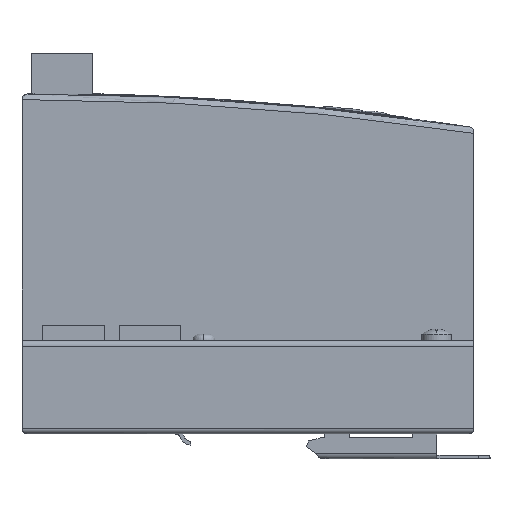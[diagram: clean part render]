
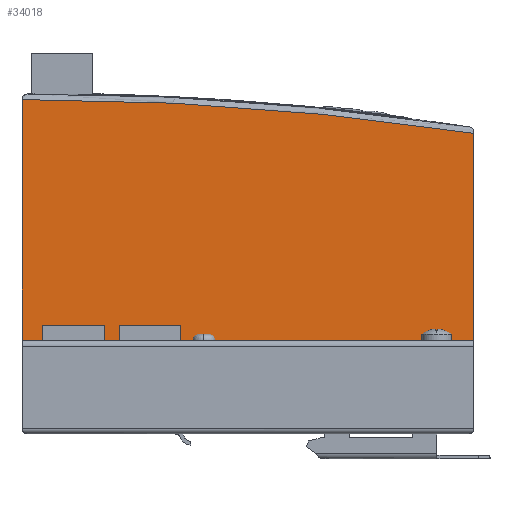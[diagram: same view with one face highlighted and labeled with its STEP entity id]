
A CAD part, left-side view. The second image highlights one B-rep face of the part: STEP entity #34018.
In plain terms, the highlighted planar face has unit normal (-1, 0, 0).
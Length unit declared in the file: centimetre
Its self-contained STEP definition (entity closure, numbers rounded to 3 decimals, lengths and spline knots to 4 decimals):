
#1923=PLANE('',#42596);
#3773=VECTOR('',#35905,1.);
#3793=VECTOR('',#35957,1.);
#3794=VECTOR('',#35959,1.);
#7358=LINE('',#44751,#3773);
#7378=LINE('',#44902,#3793);
#7379=LINE('',#44904,#3794);
#11183=VERTEX_POINT('',#44721);
#11184=VERTEX_POINT('',#44722);
#11191=VERTEX_POINT('',#44752);
#11192=VERTEX_POINT('',#44754);
#11201=VERTEX_POINT('',#44874);
#11202=VERTEX_POINT('',#44875);
#14449=CIRCLE('',#42570,0.15);
#14454=CIRCLE('',#42577,79.85);
#14459=CIRCLE('',#42588,0.15);
#15011=EDGE_CURVE('',#11183,#11184,#14449,.T.);
#15020=EDGE_CURVE('',#11191,#11192,#14454,.T.);
#15037=EDGE_CURVE('',#11201,#11202,#14459,.T.);
#15047=EDGE_CURVE('',#11184,#11191,#7358,.T.);
#15052=EDGE_CURVE('',#11202,#11183,#7378,.T.);
#15053=EDGE_CURVE('',#11192,#11201,#7379,.T.);
#20044=ORIENTED_EDGE('',*,*,#15020,.F.);
#20045=ORIENTED_EDGE('',*,*,#15047,.F.);
#20046=ORIENTED_EDGE('',*,*,#15011,.F.);
#20047=ORIENTED_EDGE('',*,*,#15052,.F.);
#20048=ORIENTED_EDGE('',*,*,#15037,.F.);
#20049=ORIENTED_EDGE('',*,*,#15053,.F.);
#29913=EDGE_LOOP('',(#20044,#20045,#20046,#20047,#20048,#20049));
#31966=FACE_BOUND('',#29913,.T.);
#34018=ADVANCED_FACE('',(#31966),#1923,.F.);
#35890=DIRECTION('',(1.,0.,0.));
#35891=DIRECTION('',(0.,0.106,-0.106));
#35905=DIRECTION('',(0.,0.,1.));
#35906=DIRECTION('',(1.,0.,0.));
#35907=DIRECTION('',(0.,-5.923,79.63));
#35935=DIRECTION('',(1.,0.,0.));
#35936=DIRECTION('',(0.,-0.106,-0.106));
#35957=DIRECTION('',(0.,1.,0.));
#35959=DIRECTION('',(0.,0.,-1.));
#35963=DIRECTION('',(1.,0.,0.));
#42570=AXIS2_PLACEMENT_3D('',#44720,#35890,#35891);
#42577=AXIS2_PLACEMENT_3D('',#44753,#35906,#35907);
#42588=AXIS2_PLACEMENT_3D('',#44873,#35935,#35936);
#42596=AXIS2_PLACEMENT_3D('',#44909,#35963,$);
#44720=CARTESIAN_POINT('',(-2.8,5.9,0.15));
#44721=CARTESIAN_POINT('',(-2.8,5.9,0.));
#44722=CARTESIAN_POINT('',(-2.8,6.05,0.15));
#44751=CARTESIAN_POINT('',(-2.8,6.05,0.));
#44752=CARTESIAN_POINT('',(-2.8,6.05,8.95));
#44753=CARTESIAN_POINT('',(-2.8,5.9169,-70.8999));
#44754=CARTESIAN_POINT('',(-2.8,-6.05,8.0483));
#44873=CARTESIAN_POINT('',(-2.8,-5.9,0.15));
#44874=CARTESIAN_POINT('',(-2.8,-6.05,0.15));
#44875=CARTESIAN_POINT('',(-2.8,-5.9,0.));
#44902=CARTESIAN_POINT('',(-2.8,-6.05,0.));
#44904=CARTESIAN_POINT('',(-2.8,-6.05,8.2));
#44909=CARTESIAN_POINT('',(-2.8,0.1281,4.3749));
